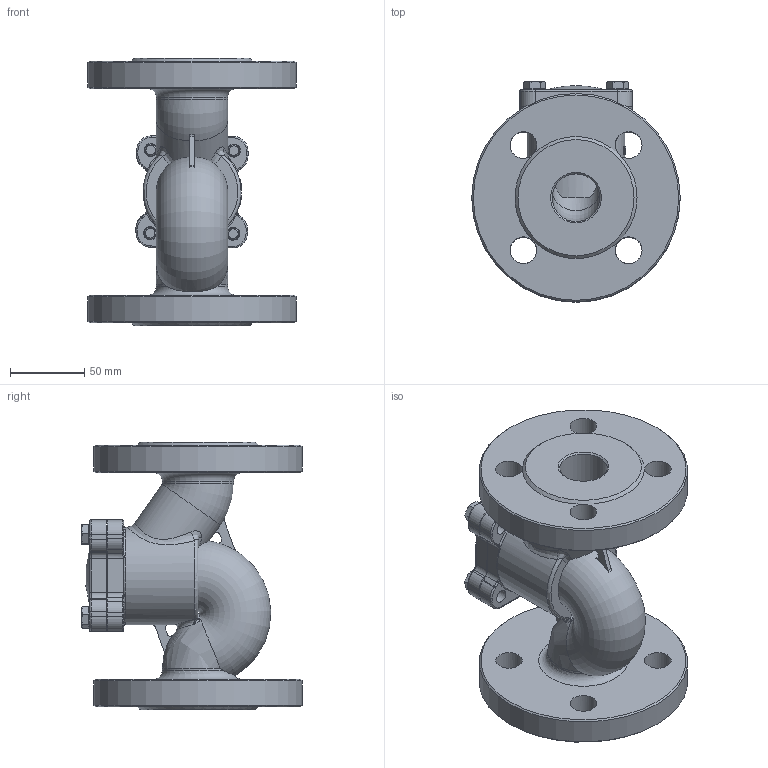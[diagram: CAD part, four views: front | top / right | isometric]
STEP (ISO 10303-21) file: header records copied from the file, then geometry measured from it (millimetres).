
FILE_DESCRIPTION(/* description */ (''),/* implementation_level */ '2;1');
FILE_NAME(/* name */ 'DN32_3D_STEP.stp',/* time_stamp */ '2025-12-02T00:06:48+03:00',/* author */ ('igorr'),/* organization */ (''),/* preprocessor_version */ 'ST-DEVELOPER v20',/* originating_system */ 'Autodesk Inventor 2025',/* authorisation */ '');
FILE_SCHEMA (('AUTOMOTIVE_DESIGN { 1 0 10303 214 3 1 1 }'));
Length unit declared in the file: millimetre
Products named in the file (3): Сборка1; Деталь1; AS 1110 - M8 x 12
Assembly tree (5 placements, depth 2):
  Сборка1
    Деталь1
    AS 1110 - M8 x 12  x4
Bounding box: 140 x 148 x 180 mm (x, y, z)
Volume: 946516.4 mm3; surface area: 153553.3 mm2
Topology: 5 solids, 5 shells, 363 faces, 915 edges, 565 vertices
Faces by surface type: plane 141, cylinder 93, bspline 48, torus 44, cone 36, sphere 1
Full cylindrical faces by diameter (mm): 8 x4, 8.751 x8, 13 x4, 15 x1, 18 x8, 32 x3, 48 x2, 65.723 x1, 140 x2
Entity records: 11932 total; most frequent: CARTESIAN_POINT 4432, ORIENTED_EDGE 1512, DIRECTION 1478, EDGE_CURVE 756, AXIS2_PLACEMENT_3D 606, VERTEX_POINT 475, EDGE_LOOP 335, CIRCLE 334
